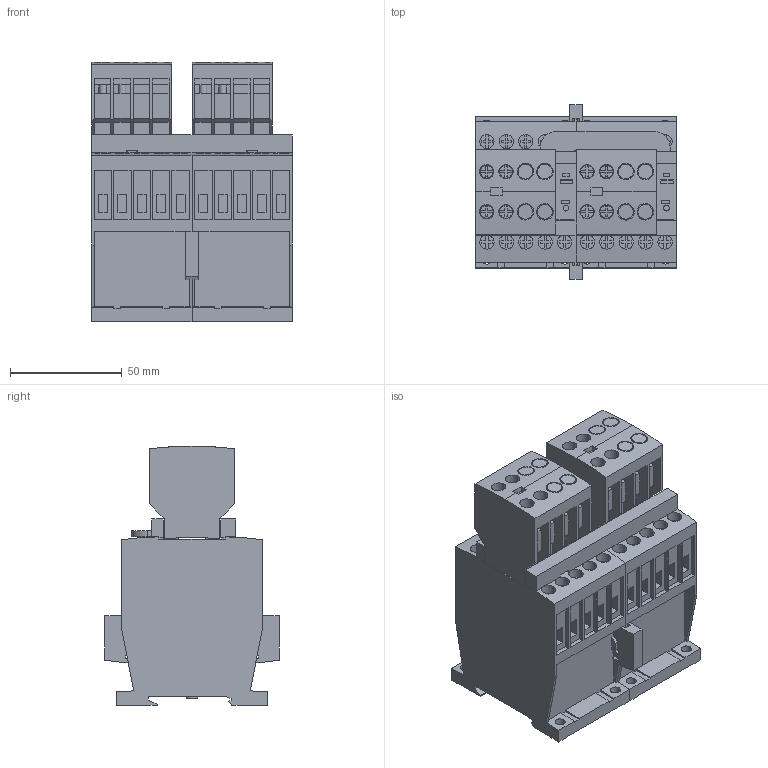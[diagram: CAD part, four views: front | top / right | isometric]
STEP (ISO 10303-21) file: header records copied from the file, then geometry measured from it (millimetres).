
FILE_DESCRIPTION (( 'STEP AP214' ), '1' );
FILE_NAME ('diul_bg1_asmtab.STEP', '2010-09-27T12:05:44', ( 'mvlk' ), ( '' ), 'SwSTEP 2.0', 'SolidWorks 2008', '' );
FILE_SCHEMA (( 'AUTOMOTIVE_DESIGN' ));
Length unit declared in the file: millimetre
Products named in the file (7): 278083_p37; 278083_p29; 278083_p9; 278083_p38; 278083_p39; 278083_p2; diul_bg1_asmtab
Assembly tree (9 placements, depth 2):
  diul_bg1_asmtab
    278083_p2  x2
    278083_p37
    278083_p38
    278083_p9  x2
    278083_p29  x2
    278083_p39
Bounding box: 90 x 78.1 x 116.3 mm (x, y, z)
Volume: 454585.2 mm3; surface area: 93971.5 mm2
Topology: 9 solids, 9 shells, 1750 faces, 4818 edges, 3212 vertices
Faces by surface type: plane 1574, cylinder 160, cone 16
Entity records: 32153 total; most frequent: CARTESIAN_POINT 6989, ORIENTED_EDGE 5370, DIRECTION 4781, EDGE_CURVE 2685, LINE 2417, VECTOR 2417, VERTEX_POINT 1790, AXIS2_PLACEMENT_3D 1182
